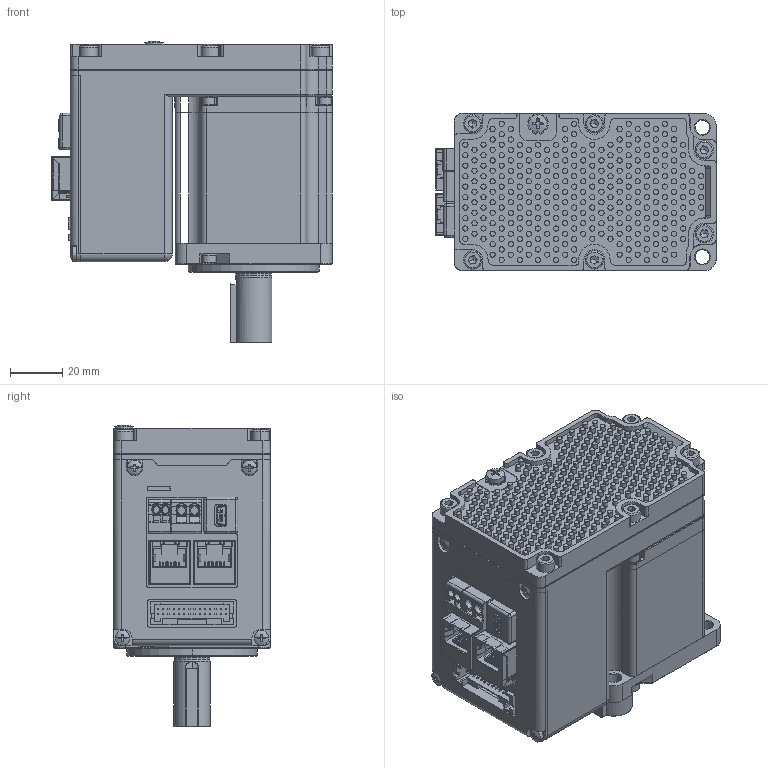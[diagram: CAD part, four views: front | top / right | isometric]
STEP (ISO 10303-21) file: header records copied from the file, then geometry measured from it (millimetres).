
FILE_DESCRIPTION (( 'STEP AP203' ), '1' );
FILE_NAME ('MDX+60-200W IP20 (2).STEP', '2022-02-22T02:10:31', ( 'ad' ), ( '' ), 'SwSTEP 2.0', 'SolidWorks 2015', '' );
FILE_SCHEMA (( 'CONFIG_CONTROL_DESIGN' ));
Products named in the file (2): MDX+60-200W IP20 (2)
Bounding box: 107.15 x 60.1 x 115.22 mm (x, y, z)
Surface area: 68465.6 mm2 (no closed solid volume)
Topology: 0 solids, 60 shells, 2386 faces, 7255 edges, 5151 vertices
Faces by surface type: plane 1144, cylinder 988, cone 87, bspline 84, torus 67, sphere 16
Entity records: 84273 total; most frequent: CARTESIAN_POINT 18467, DIRECTION 14264, ORIENTED_EDGE 12121, EDGE_CURVE 7237, VERTEX_POINT 5151, AXIS2_PLACEMENT_3D 5017, LINE 4230, VECTOR 4230
